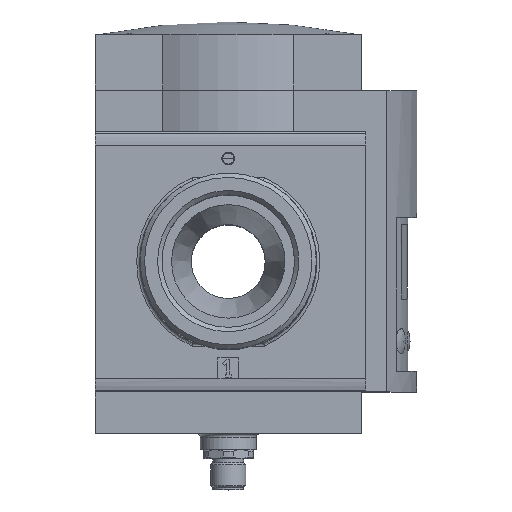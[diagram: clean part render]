
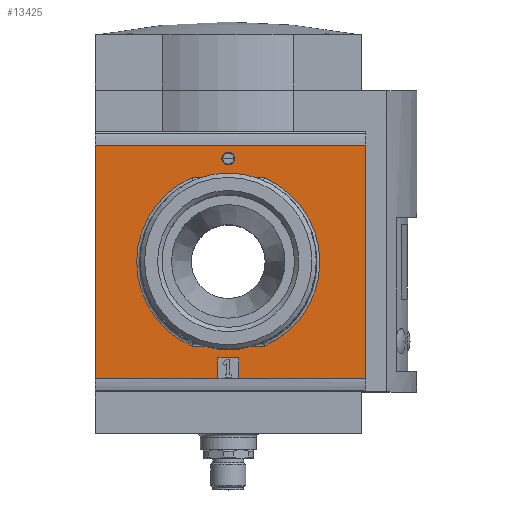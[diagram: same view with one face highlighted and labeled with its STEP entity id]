
A CAD part, top view. The second image highlights one B-rep face of the part: STEP entity #13425.
In plain terms, the highlighted face is planar.
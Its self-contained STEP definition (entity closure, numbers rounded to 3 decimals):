
#346=PLANE('',#14519);
#1065=LINE('',#20659,#2032);
#1066=LINE('',#20664,#2033);
#1067=LINE('',#20667,#2034);
#1068=LINE('',#20670,#2035);
#1069=LINE('',#20672,#2036);
#1070=LINE('',#20674,#2037);
#1071=LINE('',#20676,#2038);
#1072=LINE('',#20678,#2039);
#1073=LINE('',#20680,#2040);
#1074=LINE('',#20682,#2041);
#2032=VECTOR('',#17119,1000.);
#2033=VECTOR('',#17122,1000.);
#2034=VECTOR('',#17125,1000.);
#2035=VECTOR('',#17126,1000.);
#2036=VECTOR('',#17127,1000.);
#2037=VECTOR('',#17128,1000.);
#2038=VECTOR('',#17129,1000.);
#2039=VECTOR('',#17130,1000.);
#2040=VECTOR('',#17131,1000.);
#2041=VECTOR('',#17132,1000.);
#3010=CIRCLE('',#14520,2.168);
#3011=CIRCLE('',#14521,31.);
#3012=CIRCLE('',#14522,31.);
#5082=ORIENTED_EDGE('',*,*,#7283,.T.);
#5083=ORIENTED_EDGE('',*,*,#7284,.T.);
#5084=ORIENTED_EDGE('',*,*,#7285,.T.);
#5085=ORIENTED_EDGE('',*,*,#7286,.F.);
#5086=ORIENTED_EDGE('',*,*,#7287,.T.);
#5087=ORIENTED_EDGE('',*,*,#7288,.T.);
#5088=ORIENTED_EDGE('',*,*,#7289,.T.);
#5089=ORIENTED_EDGE('',*,*,#7290,.T.);
#5090=ORIENTED_EDGE('',*,*,#7291,.T.);
#5091=ORIENTED_EDGE('',*,*,#7292,.T.);
#5092=ORIENTED_EDGE('',*,*,#7293,.F.);
#5093=ORIENTED_EDGE('',*,*,#7294,.F.);
#5094=ORIENTED_EDGE('',*,*,#7295,.T.);
#7283=EDGE_CURVE('',#8568,#8568,#3010,.T.);
#7284=EDGE_CURVE('',#8569,#8570,#1065,.T.);
#7285=EDGE_CURVE('',#8570,#8571,#3011,.T.);
#7286=EDGE_CURVE('',#8572,#8571,#1066,.T.);
#7287=EDGE_CURVE('',#8572,#8569,#3012,.T.);
#7288=EDGE_CURVE('',#8573,#8574,#1067,.T.);
#7289=EDGE_CURVE('',#8574,#8575,#1068,.T.);
#7290=EDGE_CURVE('',#8575,#8576,#1069,.T.);
#7291=EDGE_CURVE('',#8576,#8577,#1070,.T.);
#7292=EDGE_CURVE('',#8577,#8578,#1071,.T.);
#7293=EDGE_CURVE('',#8579,#8578,#1072,.T.);
#7294=EDGE_CURVE('',#8580,#8579,#1073,.T.);
#7295=EDGE_CURVE('',#8580,#8573,#1074,.T.);
#8568=VERTEX_POINT('',#20658);
#8569=VERTEX_POINT('',#20660);
#8570=VERTEX_POINT('',#20661);
#8571=VERTEX_POINT('',#20663);
#8572=VERTEX_POINT('',#20665);
#8573=VERTEX_POINT('',#20668);
#8574=VERTEX_POINT('',#20669);
#8575=VERTEX_POINT('',#20671);
#8576=VERTEX_POINT('',#20673);
#8577=VERTEX_POINT('',#20675);
#8578=VERTEX_POINT('',#20677);
#8579=VERTEX_POINT('',#20679);
#8580=VERTEX_POINT('',#20681);
#9591=EDGE_LOOP('',(#5082));
#9592=EDGE_LOOP('',(#5083,#5084,#5085,#5086));
#9593=EDGE_LOOP('',(#5087,#5088,#5089,#5090,#5091,#5092,#5093,#5094));
#10473=FACE_BOUND('',#9591,.T.);
#10474=FACE_BOUND('',#9592,.T.);
#10475=FACE_BOUND('',#9593,.T.);
#13425=ADVANCED_FACE('',(#10473,#10474,#10475),#346,.F.);
#14519=AXIS2_PLACEMENT_3D('',#20656,#17115,#17116);
#14520=AXIS2_PLACEMENT_3D('',#20657,#17117,#17118);
#14521=AXIS2_PLACEMENT_3D('',#20662,#17120,#17121);
#14522=AXIS2_PLACEMENT_3D('',#20666,#17123,#17124);
#17115=DIRECTION('',(1.,0.,0.));
#17116=DIRECTION('',(0.,0.,-1.));
#17117=DIRECTION('',(1.,0.,0.));
#17118=DIRECTION('',(0.,0.,-1.));
#17119=DIRECTION('',(0.,-1.,0.));
#17120=DIRECTION('',(1.,0.,0.));
#17121=DIRECTION('',(0.,0.,-1.));
#17122=DIRECTION('',(0.,-1.,0.));
#17123=DIRECTION('',(1.,0.,0.));
#17124=DIRECTION('',(0.,0.,-1.));
#17125=DIRECTION('',(0.,0.,1.));
#17126=DIRECTION('',(0.,-1.,0.));
#17127=DIRECTION('',(0.,0.,-1.));
#17128=DIRECTION('',(0.,-1.,0.));
#17129=DIRECTION('',(0.,0.,1.));
#17130=DIRECTION('',(0.,-1.,0.));
#17131=DIRECTION('',(0.,0.,1.));
#17132=DIRECTION('',(0.,-1.,0.));
#20656=CARTESIAN_POINT('',(-4.,45.75,-39.5));
#20657=CARTESIAN_POINT('',(-4.,0.75,35.));
#20658=CARTESIAN_POINT('',(-4.,0.75,32.832));
#20659=CARTESIAN_POINT('',(-4.,32.5,28.5));
#20660=CARTESIAN_POINT('',(-4.,12.946,28.5));
#20661=CARTESIAN_POINT('',(-4.,-11.446,28.5));
#20662=CARTESIAN_POINT('',(-4.,0.75,0.));
#20663=CARTESIAN_POINT('',(-4.,-11.446,-28.5));
#20664=CARTESIAN_POINT('',(-4.,32.5,-28.5));
#20665=CARTESIAN_POINT('',(-4.,12.946,-28.5));
#20666=CARTESIAN_POINT('',(-4.,0.75,0.));
#20667=CARTESIAN_POINT('',(-4.,4.25,-39.5));
#20668=CARTESIAN_POINT('',(-4.,4.25,-39.5));
#20669=CARTESIAN_POINT('',(-4.,4.25,-32.5));
#20670=CARTESIAN_POINT('',(-4.,4.25,-32.5));
#20671=CARTESIAN_POINT('',(-4.,-2.75,-32.5));
#20672=CARTESIAN_POINT('',(-4.,-2.75,-32.5));
#20673=CARTESIAN_POINT('',(-4.,-2.75,-39.5));
#20674=CARTESIAN_POINT('',(-4.,45.75,-39.5));
#20675=CARTESIAN_POINT('',(-4.,-45.75,-39.5));
#20676=CARTESIAN_POINT('',(-4.,-45.75,-39.5));
#20677=CARTESIAN_POINT('',(-4.,-45.75,39.5));
#20678=CARTESIAN_POINT('',(-4.,45.75,39.5));
#20679=CARTESIAN_POINT('',(-4.,45.75,39.5));
#20680=CARTESIAN_POINT('',(-4.,45.75,-39.5));
#20681=CARTESIAN_POINT('',(-4.,45.75,-39.5));
#20682=CARTESIAN_POINT('',(-4.,45.75,-39.5));
